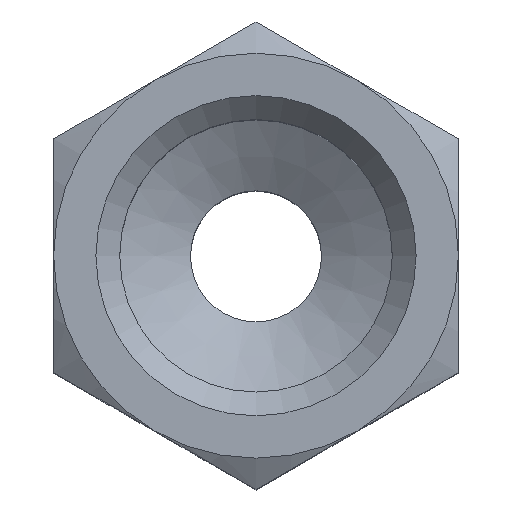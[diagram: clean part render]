
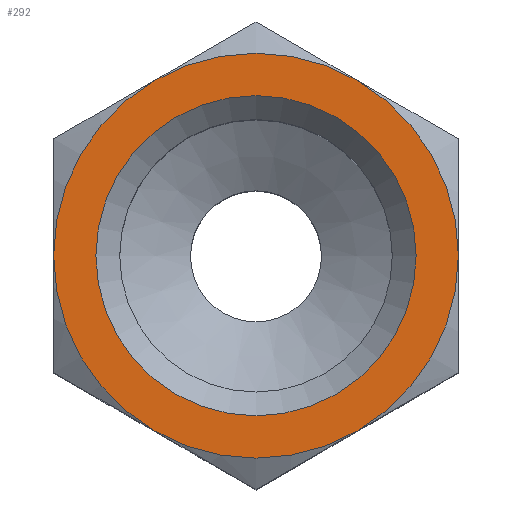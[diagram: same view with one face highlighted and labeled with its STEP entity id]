
A CAD part, top view. The second image highlights one B-rep face of the part: STEP entity #292.
In plain terms, the highlighted planar face has unit normal (0, 0, 1).
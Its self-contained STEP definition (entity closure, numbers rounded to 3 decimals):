
#45=PLANE('',#319);
#58=FACE_BOUND('',#93,.T.);
#68=FACE_OUTER_BOUND('',#92,.T.);
#92=EDGE_LOOP('',(#205,#206,#207,#208,#209,#210));
#93=EDGE_LOOP('',(#211));
#121=CIRCLE('',#316,6.723);
#123=CIRCLE('',#320,8.5);
#124=CIRCLE('',#321,8.5);
#125=CIRCLE('',#322,8.5);
#126=CIRCLE('',#323,8.5);
#127=CIRCLE('',#324,8.5);
#128=CIRCLE('',#325,8.5);
#136=VERTEX_POINT('',#437);
#138=VERTEX_POINT('',#443);
#139=VERTEX_POINT('',#444);
#140=VERTEX_POINT('',#446);
#141=VERTEX_POINT('',#448);
#142=VERTEX_POINT('',#450);
#143=VERTEX_POINT('',#452);
#163=EDGE_CURVE('',#136,#136,#121,.T.);
#165=EDGE_CURVE('',#138,#139,#123,.T.);
#166=EDGE_CURVE('',#139,#140,#124,.T.);
#167=EDGE_CURVE('',#140,#141,#125,.T.);
#168=EDGE_CURVE('',#141,#142,#126,.T.);
#169=EDGE_CURVE('',#142,#143,#127,.T.);
#170=EDGE_CURVE('',#143,#138,#128,.T.);
#205=ORIENTED_EDGE('',*,*,#165,.T.);
#206=ORIENTED_EDGE('',*,*,#166,.T.);
#207=ORIENTED_EDGE('',*,*,#167,.T.);
#208=ORIENTED_EDGE('',*,*,#168,.T.);
#209=ORIENTED_EDGE('',*,*,#169,.T.);
#210=ORIENTED_EDGE('',*,*,#170,.T.);
#211=ORIENTED_EDGE('',*,*,#163,.F.);
#292=ADVANCED_FACE('',(#68,#58),#45,.T.);
#316=AXIS2_PLACEMENT_3D('',#438,#357,#358);
#319=AXIS2_PLACEMENT_3D('',#442,#363,#364);
#320=AXIS2_PLACEMENT_3D('',#445,#365,#366);
#321=AXIS2_PLACEMENT_3D('',#447,#367,#368);
#322=AXIS2_PLACEMENT_3D('',#449,#369,#370);
#323=AXIS2_PLACEMENT_3D('',#451,#371,#372);
#324=AXIS2_PLACEMENT_3D('',#453,#373,#374);
#325=AXIS2_PLACEMENT_3D('',#454,#375,#376);
#357=DIRECTION('center_axis',(0.,0.,1.));
#358=DIRECTION('ref_axis',(-1.,0.,0.));
#363=DIRECTION('center_axis',(0.,0.,1.));
#364=DIRECTION('ref_axis',(1.,0.,0.));
#365=DIRECTION('center_axis',(0.,0.,1.));
#366=DIRECTION('ref_axis',(1.,0.,0.));
#367=DIRECTION('center_axis',(0.,0.,1.));
#368=DIRECTION('ref_axis',(1.,0.,0.));
#369=DIRECTION('center_axis',(0.,0.,1.));
#370=DIRECTION('ref_axis',(1.,0.,0.));
#371=DIRECTION('center_axis',(0.,0.,1.));
#372=DIRECTION('ref_axis',(1.,0.,0.));
#373=DIRECTION('center_axis',(0.,0.,1.));
#374=DIRECTION('ref_axis',(1.,0.,0.));
#375=DIRECTION('center_axis',(0.,0.,1.));
#376=DIRECTION('ref_axis',(1.,0.,0.));
#437=CARTESIAN_POINT('',(6.722,0.,26.8));
#438=CARTESIAN_POINT('Origin',(0.,0.,
26.8));
#442=CARTESIAN_POINT('Origin',(0.,0.,
26.8));
#443=CARTESIAN_POINT('',(-4.25,7.361,26.8));
#444=CARTESIAN_POINT('',(-8.5,0.,26.8));
#445=CARTESIAN_POINT('Origin',(0.,0.,26.8));
#446=CARTESIAN_POINT('',(-4.25,-7.361,26.8));
#447=CARTESIAN_POINT('Origin',(0.,0.,26.8));
#448=CARTESIAN_POINT('',(4.25,-7.361,26.8));
#449=CARTESIAN_POINT('Origin',(0.,0.,26.8));
#450=CARTESIAN_POINT('',(8.5,0.,26.8));
#451=CARTESIAN_POINT('Origin',(0.,0.,26.8));
#452=CARTESIAN_POINT('',(4.25,7.361,26.8));
#453=CARTESIAN_POINT('Origin',(0.,0.,26.8));
#454=CARTESIAN_POINT('Origin',(0.,0.,26.8));
